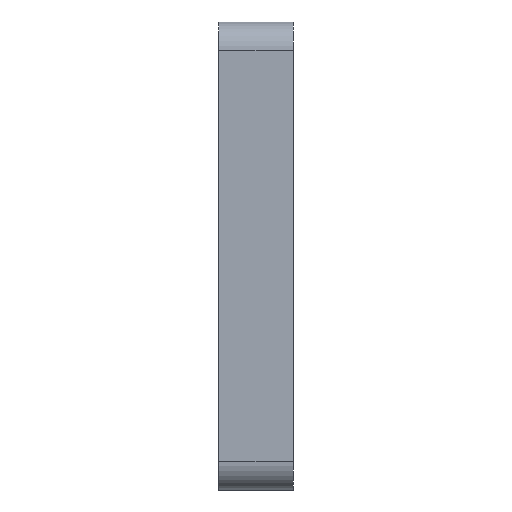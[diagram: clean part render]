
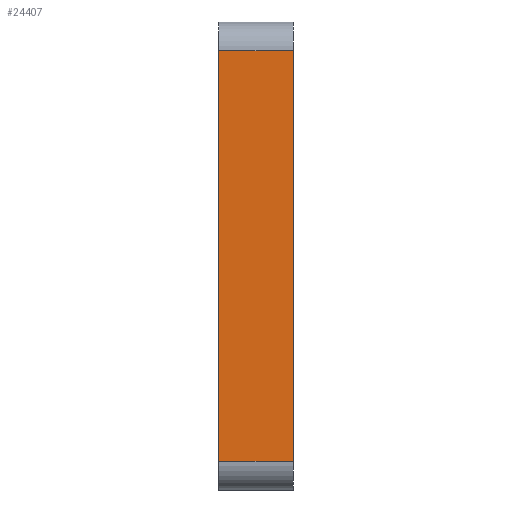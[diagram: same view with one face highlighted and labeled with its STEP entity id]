
A CAD part, left-side view. The second image highlights one B-rep face of the part: STEP entity #24407.
In plain terms, the highlighted planar face has unit normal (-1, 0, 0).
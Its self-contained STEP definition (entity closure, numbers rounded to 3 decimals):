
#3105=PLANE('',#24915);
#4413=FACE_OUTER_BOUND('',#5823,.T.);
#5823=EDGE_LOOP('',(#23056,#23057,#23058,#23059));
#5843=LINE('',#27875,#7765);
#7733=LINE('',#49531,#9655);
#7737=LINE('',#49580,#9659);
#7742=LINE('',#49588,#9664);
#7765=VECTOR('',#24952,10.);
#9655=VECTOR('',#27686,10.);
#9659=VECTOR('',#27762,10.);
#9664=VECTOR('',#27773,10.);
#9720=VERTEX_POINT('',#27872);
#9721=VERTEX_POINT('',#27874);
#12123=VERTEX_POINT('',#49527);
#12125=VERTEX_POINT('',#49530);
#12154=EDGE_CURVE('',#9720,#9721,#5843,.T.);
#15752=EDGE_CURVE('',#12123,#12125,#7733,.T.);
#15763=EDGE_CURVE('',#9721,#12123,#7737,.T.);
#15768=EDGE_CURVE('',#12125,#9720,#7742,.T.);
#23056=ORIENTED_EDGE('',*,*,#15763,.F.);
#23057=ORIENTED_EDGE('',*,*,#12154,.F.);
#23058=ORIENTED_EDGE('',*,*,#15768,.F.);
#23059=ORIENTED_EDGE('',*,*,#15752,.F.);
#24407=ADVANCED_FACE('',(#4413),#3105,.T.);
#24915=AXIS2_PLACEMENT_3D('',#49623,#27818,#27819);
#24952=DIRECTION('',(0.,0.,1.));
#27686=DIRECTION('',(0.,0.,-1.));
#27762=DIRECTION('',(0.,-1.,0.));
#27773=DIRECTION('',(0.,1.,0.));
#27818=DIRECTION('center_axis',(-1.,0.,0.));
#27819=DIRECTION('ref_axis',(0.,0.,1.));
#27872=CARTESIAN_POINT('',(-34.5,13.,-29.5));
#27874=CARTESIAN_POINT('',(-34.5,13.,41.65));
#27875=CARTESIAN_POINT('',(-34.5,13.,46.65));
#49527=CARTESIAN_POINT('',(-34.5,0.,41.65));
#49530=CARTESIAN_POINT('',(-34.5,0.,-29.5));
#49531=CARTESIAN_POINT('',(-34.5,0.,46.65));
#49580=CARTESIAN_POINT('',(-34.5,0.,41.65));
#49588=CARTESIAN_POINT('',(-34.5,0.,-29.5));
#49623=CARTESIAN_POINT('Origin',(-34.5,0.,-34.5));
